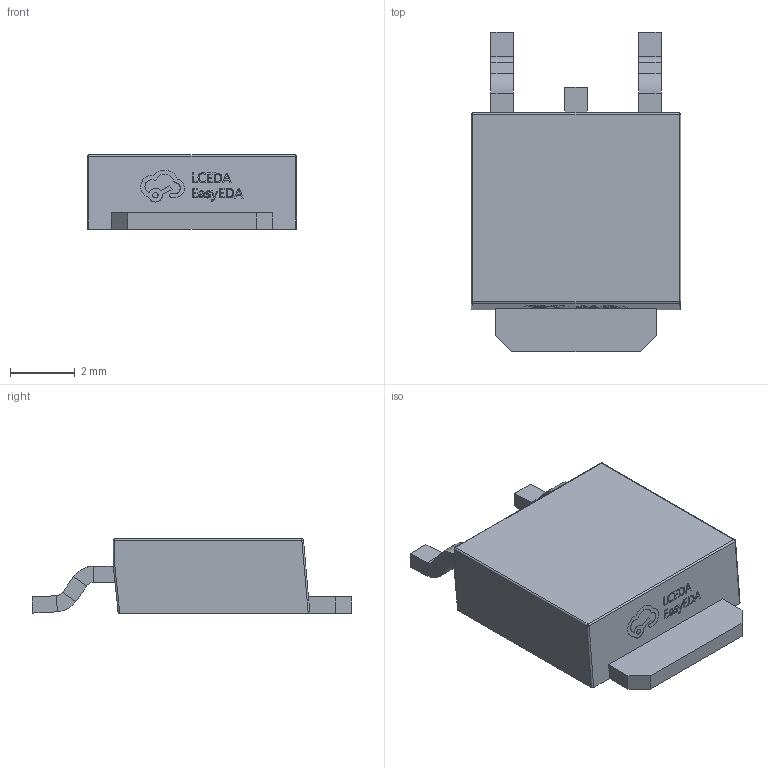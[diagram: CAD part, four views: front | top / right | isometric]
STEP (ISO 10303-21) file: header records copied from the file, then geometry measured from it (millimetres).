
FILE_DESCRIPTION(/* description */ (''),/* implementation_level */ '2;1');
FILE_NAME(/* name */ 'IRLR7843.step',/* time_stamp */ '2022-10-03T19:24:48+08:00',/* author */ (''),/* organization */ (''),/* preprocessor_version */ 'ST-DEVELOPER v19',/* originating_system */ 'Autodesk Translation Framework v11.7.0.108',/* authorisation */ '');
FILE_SCHEMA (('AUTOMOTIVE_DESIGN { 1 0 10303 214 3 1 1 }'));
Length unit declared in the file: millimetre
Products named in the file (3): Q1; TO-252-2_L6.5-W6.1-P4.58-LS10.0-TR; COMPOUND (2)
Assembly tree (2 placements, depth 3):
  Q1
    TO-252-2_L6.5-W6.1-P4.58-LS10.0-TR
      COMPOUND (2)
Bounding box: 6.5 x 9.92 x 2.3 mm (x, y, z)
Volume: 94.4 mm3; surface area: 224.6 mm2
Topology: 3 solids, 3 shells, 325 faces, 852 edges, 550 vertices
Faces by surface type: plane 201, bspline 98, cylinder 22, sphere 4
Entity records: 10641 total; most frequent: CARTESIAN_POINT 2868, ORIENTED_EDGE 1696, DIRECTION 1326, EDGE_CURVE 848, LINE 610, VECTOR 610, VERTEX_POINT 550, AXIS2_PLACEMENT_3D 358
